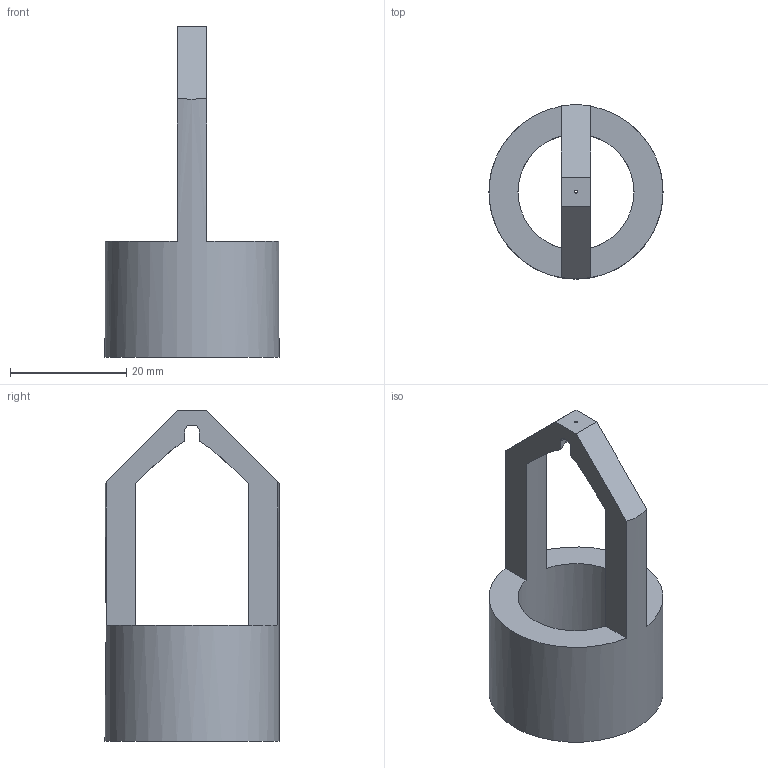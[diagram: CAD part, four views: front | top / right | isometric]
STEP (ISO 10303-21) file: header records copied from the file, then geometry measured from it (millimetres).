
FILE_DESCRIPTION(/* description */ (''),/* implementation_level */ '2;1');
FILE_NAME(/* name */ 'Archetto_45-su-Swagelock_18 v1.step',/* time_stamp */ '2024-05-16T18:19:33+02:00',/* author */ (''),/* organization */ (''),/* preprocessor_version */ 'ST-DEVELOPER v20',/* originating_system */ 'Autodesk Translation Framework v12.20.1.177',/* authorisation */ '');
FILE_SCHEMA (('AUTOMOTIVE_DESIGN { 1 0 10303 214 3 1 1 }'));
Length unit declared in the file: millimetre
Products named in the file (1): Archetto_45-su-Swagelock_18
Bounding box: 30 x 30 x 57 mm (x, y, z)
Volume: 9694.8 mm3; surface area: 5482.4 mm2
Topology: 1 solids, 1 shells, 19 faces, 60 edges, 39 vertices
Faces by surface type: plane 12, cylinder 5, cone 2
Full cylindrical faces by diameter (mm): 0.5 x1, 20 x1, 30 x1
Entity records: 697 total; most frequent: CARTESIAN_POINT 131, ORIENTED_EDGE 120, DIRECTION 113, EDGE_CURVE 60, VERTEX_POINT 39, AXIS2_PLACEMENT_3D 39, LINE 35, VECTOR 35
